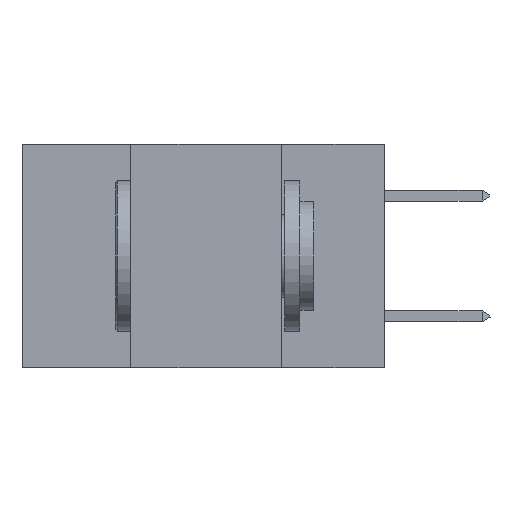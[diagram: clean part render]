
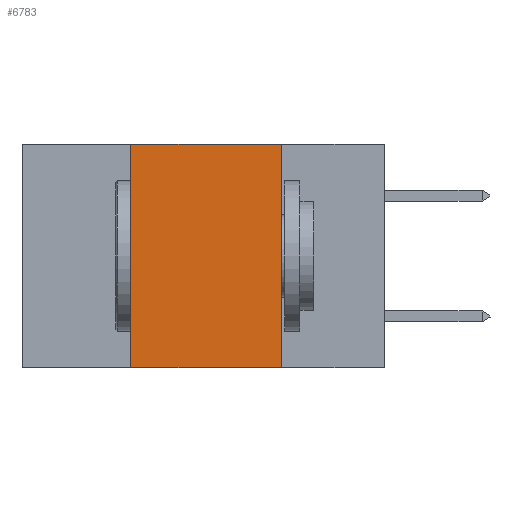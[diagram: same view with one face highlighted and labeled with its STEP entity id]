
A CAD part, left-side view. The second image highlights one B-rep face of the part: STEP entity #6783.
In plain terms, the highlighted planar face has unit normal (-1, 0, 0).
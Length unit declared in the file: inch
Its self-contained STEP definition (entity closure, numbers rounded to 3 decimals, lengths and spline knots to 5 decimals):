
#575 = ORIENTED_EDGE ( 'NONE', *, *, #10857, .F. ) ;
#1960 = FACE_OUTER_BOUND ( 'NONE', #7462, .T. ) ;
#4942 = CARTESIAN_POINT ( 'NONE',  ( 0., 0.42, 0. ) ) ;
#5422 = VERTEX_POINT ( 'NONE', #18274 ) ;
#5444 = ORIENTED_EDGE ( 'NONE', *, *, #13373, .F. ) ;
#6162 = DIRECTION ( 'NONE',  ( 0., -1., 0. ) ) ;
#6361 = CARTESIAN_POINT ( 'NONE',  ( 0., 0.42, 0. ) ) ;
#6783 = ADVANCED_FACE ( 'NONE', ( #1960 ), #25452, .F. ) ;
#7076 = VECTOR ( 'NONE', #7275, 39.37008 ) ;
#7275 = DIRECTION ( 'NONE',  ( 0., 0., -1. ) ) ;
#7462 = EDGE_LOOP ( 'NONE', ( #14206, #5444, #575, #21554 ) ) ;
#7935 = VECTOR ( 'NONE', #11540, 39.37008 ) ;
#9015 = LINE ( 'NONE', #4942, #7935 ) ;
#9243 = CARTESIAN_POINT ( 'NONE',  ( 0., 0.42, -0.37 ) ) ;
#10146 = VECTOR ( 'NONE', #19135, 39.37008 ) ;
#10857 = EDGE_CURVE ( 'NONE', #21484, #19574, #9015, .T. ) ;
#10947 = DIRECTION ( 'NONE',  ( 1., 0., 0. ) ) ;
#11540 = DIRECTION ( 'NONE',  ( 0., 0., 1. ) ) ;
#12769 = CARTESIAN_POINT ( 'NONE',  ( 0., 0.6, -0.37 ) ) ;
#13227 = DIRECTION ( 'NONE',  ( 0., 0., -1. ) ) ;
#13373 = EDGE_CURVE ( 'NONE', #19574, #5422, #25092, .T. ) ;
#14020 = CARTESIAN_POINT ( 'NONE',  ( 0., 0.17, 0. ) ) ;
#14206 = ORIENTED_EDGE ( 'NONE', *, *, #26360, .F. ) ;
#14270 = VERTEX_POINT ( 'NONE', #24789 ) ;
#18274 = CARTESIAN_POINT ( 'NONE',  ( 0., 0.17, 0. ) ) ;
#18355 = VECTOR ( 'NONE', #6162, 39.37008 ) ;
#19133 = LINE ( 'NONE', #14020, #7076 ) ;
#19135 = DIRECTION ( 'NONE',  ( 0., -1., 0. ) ) ;
#19466 = EDGE_CURVE ( 'NONE', #21484, #14270, #26853, .T. ) ;
#19574 = VERTEX_POINT ( 'NONE', #6361 ) ;
#21484 = VERTEX_POINT ( 'NONE', #9243 ) ;
#21554 = ORIENTED_EDGE ( 'NONE', *, *, #19466, .T. ) ;
#22265 = CARTESIAN_POINT ( 'NONE',  ( 0., 0.6, 0. ) ) ;
#23769 = CARTESIAN_POINT ( 'NONE',  ( 0., 0.6, 0. ) ) ;
#24789 = CARTESIAN_POINT ( 'NONE',  ( 0., 0.17, -0.37 ) ) ;
#25092 = LINE ( 'NONE', #23769, #10146 ) ;
#25452 = PLANE ( 'NONE',  #29253 ) ;
#26360 = EDGE_CURVE ( 'NONE', #5422, #14270, #19133, .T. ) ;
#26853 = LINE ( 'NONE', #12769, #18355 ) ;
#29253 = AXIS2_PLACEMENT_3D ( 'NONE', #22265, #10947, #13227 ) ;
